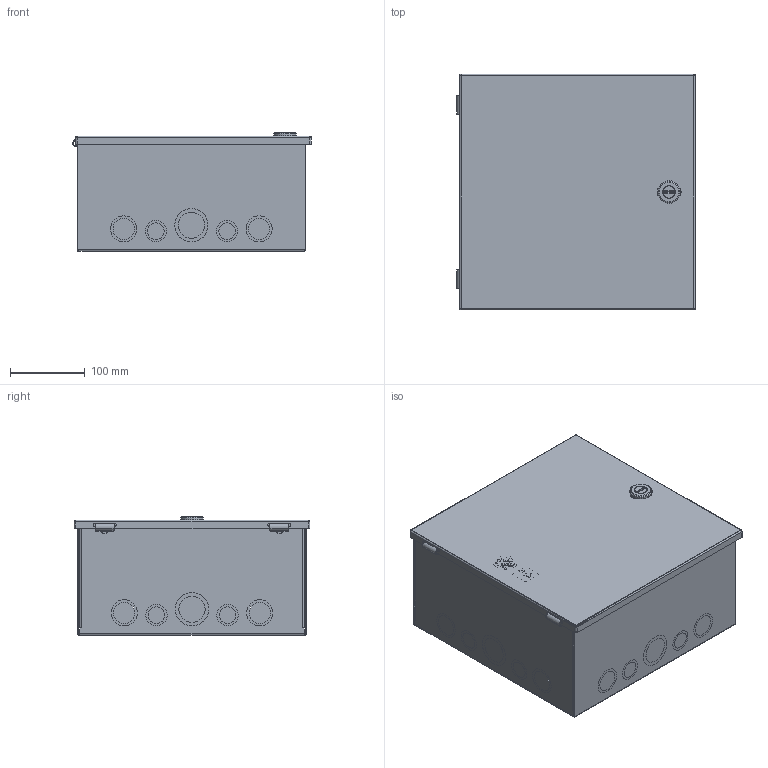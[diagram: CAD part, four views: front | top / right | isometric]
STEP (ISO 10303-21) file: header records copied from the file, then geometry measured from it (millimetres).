
FILE_DESCRIPTION(/* description */ ('1100E 12" x 12" x 6" Assembly'),/* implementation_level */ '2;1');
FILE_NAME(/* name */ '1100E121206.stp',/* time_stamp */ '2025-05-20T23:22:31-04:00',/* author */ ('BoxCad'),/* organization */ (''),/* preprocessor_version */ 'ST-DEVELOPER v20',/* originating_system */ 'Autodesk Inventor 2024',/* authorisation */ '');
FILE_SCHEMA (('AUTOMOTIVE_DESIGN { 1 0 10303 214 3 1 1 }'));
Products named in the file (12): 1100E121206; 1100E121206B; 1100E121206B-P; 1100E121206C; 1100E121206C-P; STK-P-02400S; STK-Q-33361; STK-S-00800; STK-S-00900; STK-A-880SCQ1-SL-1; STK-Q-78631; STK-Q-78644
Assembly tree (13 placements, depth 4):
  1100E121206
    1100E121206B
      1100E121206B-P
      STK-P-02400S
    1100E121206C
      1100E121206C-P
      STK-P-02400S
      STK-Q-33361  x2
      STK-S-00800
      STK-S-00900
      STK-A-880SCQ1-SL-1
        STK-Q-78631
        STK-Q-78644
Bounding box: 318.61 x 314.96 x 158.72 mm (x, y, z)
Volume: 570198.8 mm3; surface area: 840951.8 mm2
Topology: 8 solids, 8 shells, 3889 faces, 10208 edges, 6487 vertices
Faces by surface type: plane 2102, bspline 902, cylinder 696, torus 106, sphere 83
Full cylindrical faces by diameter (mm): 0.762 x1, 1.1 x1, 1.3 x1, 4.496 x2, 7.366 x4, 7.925 x1, 9.525 x1, 27 x1, 29 x1, 30 x1, 31.75 x1
Entity records: 127043 total; most frequent: CARTESIAN_POINT 36259, ORIENTED_EDGE 19834, DIRECTION 15708, EDGE_CURVE 9917, LINE 6552, VECTOR 6552, VERTEX_POINT 6349, AXIS2_PLACEMENT_3D 4578
